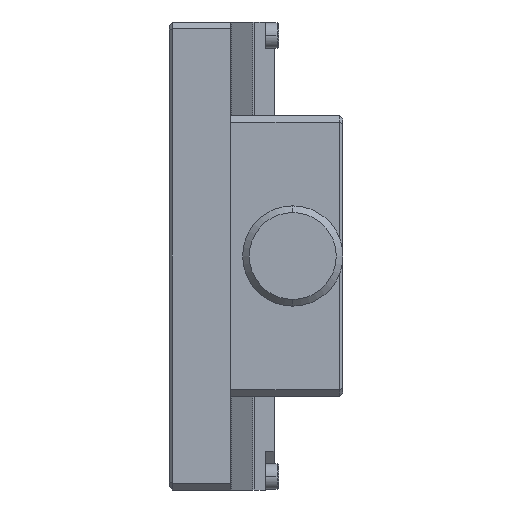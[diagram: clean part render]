
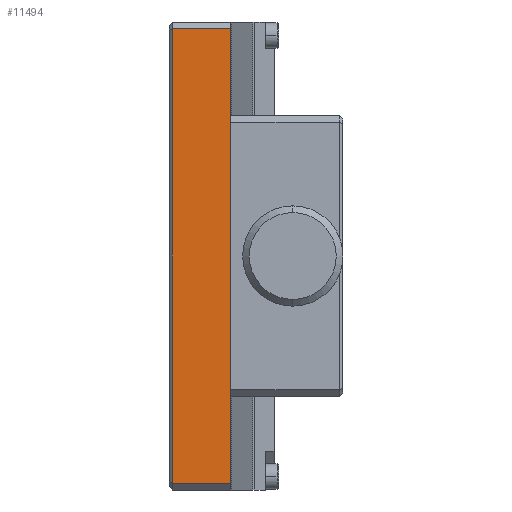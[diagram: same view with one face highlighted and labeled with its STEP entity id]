
A CAD part, left-side view. The second image highlights one B-rep face of the part: STEP entity #11494.
In plain terms, the highlighted planar face has unit normal (-1, 0, 0).
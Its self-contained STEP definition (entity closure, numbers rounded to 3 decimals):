
#286 = ORIENTED_EDGE ( 'NONE', *, *, #6580, .F. ) ;
#353 = VECTOR ( 'NONE', #7605, 1000. ) ;
#631 = EDGE_CURVE ( 'NONE', #14121, #14222, #7466, .T. ) ;
#837 = VERTEX_POINT ( 'NONE', #5408 ) ;
#996 = ORIENTED_EDGE ( 'NONE', *, *, #631, .T. ) ;
#1476 = FACE_OUTER_BOUND ( 'NONE', #4064, .T. ) ;
#1785 = EDGE_CURVE ( 'NONE', #6369, #14121, #4584, .T. ) ;
#1942 = EDGE_CURVE ( 'NONE', #6369, #837, #2493, .T. ) ;
#2264 = CARTESIAN_POINT ( 'NONE',  ( -30., -17.9, 69. ) ) ;
#2493 = LINE ( 'NONE', #11679, #353 ) ;
#2684 = PLANE ( 'NONE',  #11915 ) ;
#3202 = ORIENTED_EDGE ( 'NONE', *, *, #1942, .F. ) ;
#3310 = DIRECTION ( 'NONE',  ( 0., 0., -1. ) ) ;
#3463 = VECTOR ( 'NONE', #3310, 1000. ) ;
#3527 = DIRECTION ( 'NONE',  ( 0., -1., 0. ) ) ;
#4064 = EDGE_LOOP ( 'NONE', ( #3202, #4506, #996, #286 ) ) ;
#4506 = ORIENTED_EDGE ( 'NONE', *, *, #1785, .T. ) ;
#4561 = VECTOR ( 'NONE', #3527, 1000. ) ;
#4584 = LINE ( 'NONE', #10497, #5348 ) ;
#5348 = VECTOR ( 'NONE', #6935, 1000. ) ;
#5408 = CARTESIAN_POINT ( 'NONE',  ( -30., -26.6, 69. ) ) ;
#6369 = VERTEX_POINT ( 'NONE', #2264 ) ;
#6558 = LINE ( 'NONE', #10356, #3463 ) ;
#6580 = EDGE_CURVE ( 'NONE', #837, #14222, #6558, .T. ) ;
#6935 = DIRECTION ( 'NONE',  ( 0., 0., -1. ) ) ;
#6961 = CARTESIAN_POINT ( 'NONE',  ( -30., -26.6, 1. ) ) ;
#7103 = DIRECTION ( 'NONE',  ( 1., 0., 0. ) ) ;
#7466 = LINE ( 'NONE', #10582, #4561 ) ;
#7605 = DIRECTION ( 'NONE',  ( 0., -1., 0. ) ) ;
#10356 = CARTESIAN_POINT ( 'NONE',  ( -30., -26.6, 34.5 ) ) ;
#10414 = DIRECTION ( 'NONE',  ( 0., 1., 0. ) ) ;
#10497 = CARTESIAN_POINT ( 'NONE',  ( -30., -17.9, 0. ) ) ;
#10582 = CARTESIAN_POINT ( 'NONE',  ( -30., -26.6, 1. ) ) ;
#11494 = ADVANCED_FACE ( 'NONE', ( #1476 ), #2684, .F. ) ;
#11679 = CARTESIAN_POINT ( 'NONE',  ( -30., -18.75, 69. ) ) ;
#11915 = AXIS2_PLACEMENT_3D ( 'NONE', #14165, #7103, #10414 ) ;
#12925 = CARTESIAN_POINT ( 'NONE',  ( -30., -17.9, 1. ) ) ;
#14121 = VERTEX_POINT ( 'NONE', #12925 ) ;
#14165 = CARTESIAN_POINT ( 'NONE',  ( -30., -26.6, 0. ) ) ;
#14222 = VERTEX_POINT ( 'NONE', #6961 ) ;
